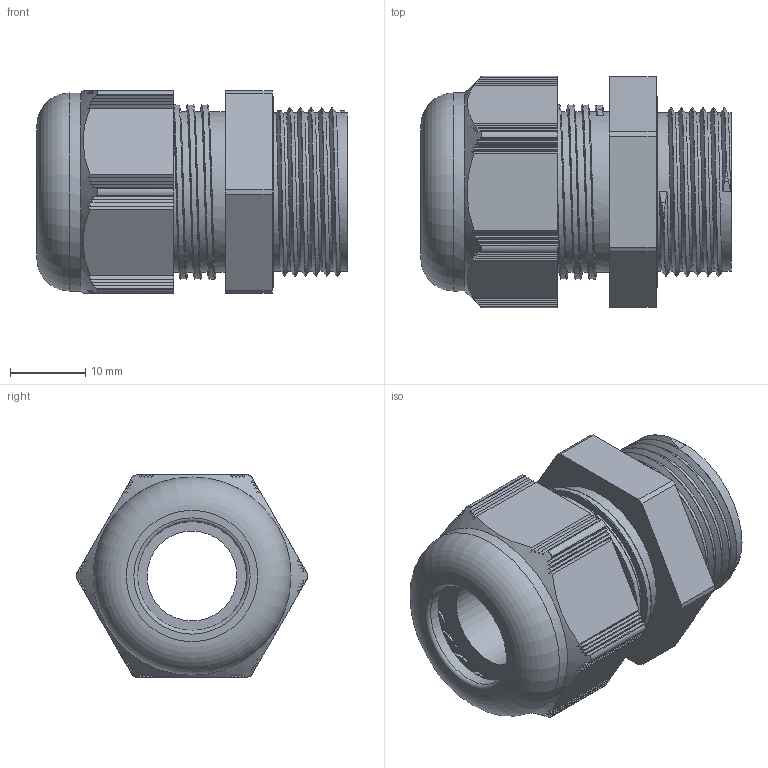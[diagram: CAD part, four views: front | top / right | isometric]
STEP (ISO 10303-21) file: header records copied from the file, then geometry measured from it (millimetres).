
FILE_DESCRIPTION(/* description */ ('Euro-Top PG16, KB: 7-12 mm'),/* implementation_level */ '2;1');
FILE_NAME(/* name */ '13180416-RST.stp',/* time_stamp */ '2022-01-31T09:19:34+01:00',/* author */ ('sl'),/* organization */ (''),/* preprocessor_version */ 'ST-DEVELOPER v16.5',/* originating_system */ 'Autodesk Inventor 2017',/* authorisation */ '');
FILE_SCHEMA (('AUTOMOTIVE_DESIGN { 1 0 10303 214 3 1 1 }'));
Length unit declared in the file: millimetre
Products named in the file (4): 11180416; 13080416; 13080416_1; 11180416_1
Assembly tree (3 placements, depth 2):
  11180416
    13080416
    13080416_1
    11180416_1
Bounding box: 41.38 x 30.87 x 27 mm (x, y, z)
Volume: 11752.5 mm3; surface area: 12640.2 mm2
Topology: 3 solids, 3 shells, 328 faces, 928 edges, 611 vertices
Faces by surface type: plane 213, cylinder 65, torus 24, bspline 22, cone 4
Full cylindrical faces by diameter (mm): 12 x1, 14.5 x1, 15.02 x1, 17.4 x1, 18 x1, 18.2 x1, 20.98 x1, 21.16 x6, 21.38 x6, 21.63 x6, 23.48 x6, 26.4 x1
Entity records: 15034 total; most frequent: CARTESIAN_POINT 7289, ORIENTED_EDGE 1662, DIRECTION 1509, EDGE_CURVE 831, VERTEX_POINT 560, AXIS2_PLACEMENT_3D 521, LINE 467, VECTOR 467
